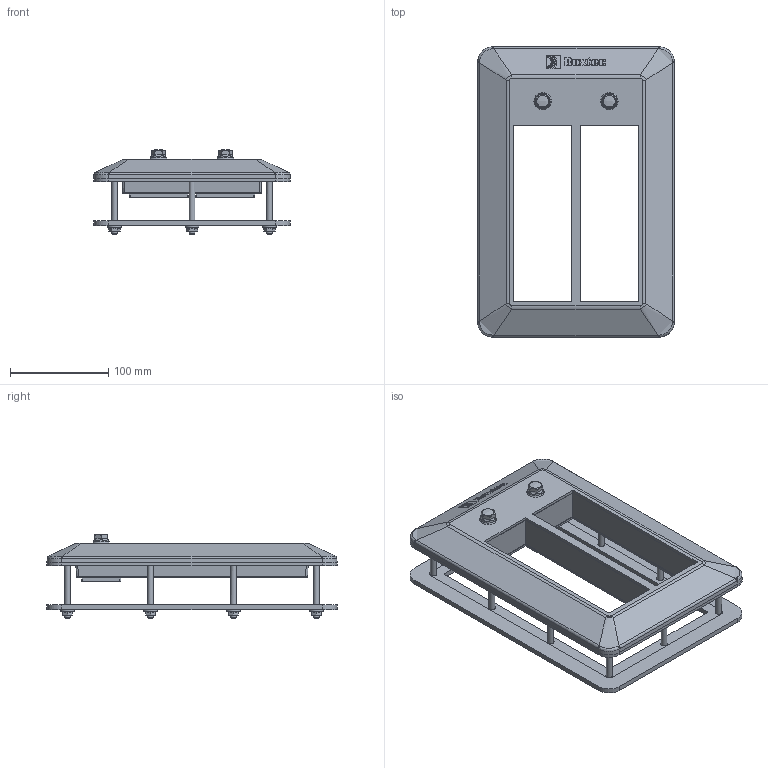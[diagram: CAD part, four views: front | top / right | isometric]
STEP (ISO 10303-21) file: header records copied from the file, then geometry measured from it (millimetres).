
FILE_DESCRIPTION(/* description */ (''),/* implementation_level */ '2;1');
FILE_NAME(/* name */ 'LABSEALCLTX0_40.stp',/* time_stamp */ '2025-06-09T11:32:04+02:00',/* author */ ('se-jorlan'),/* organization */ (''),/* preprocessor_version */ 'ST-DEVELOPER v19.2',/* originating_system */ 'Autodesk Inventor 2023',/* authorisation */ '');
FILE_SCHEMA (('CONFIG_CONTROL_DESIGN'));
Length unit declared in the file: millimetre
Products named in the file (1): LABSEALCLTX0_40
Bounding box: 200 x 295 x 86.22 mm (x, y, z)
Volume: 961058 mm3; surface area: 203433.5 mm2
Topology: 1 solids, 1 shells, 573 faces, 1432 edges, 918 vertices
Faces by surface type: plane 256, cylinder 118, cone 104, bspline 69, torus 24, sphere 2
Full cylindrical faces by diameter (mm): 6 x20, 7 x10
Entity records: 19850 total; most frequent: CARTESIAN_POINT 6237, ORIENTED_EDGE 2864, DIRECTION 2486, EDGE_CURVE 1432, AXIS2_PLACEMENT_3D 923, VERTEX_POINT 918, EDGE_LOOP 654, LINE 640
